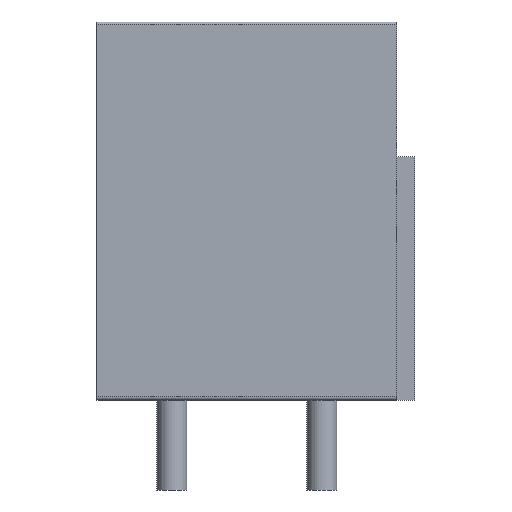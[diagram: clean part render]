
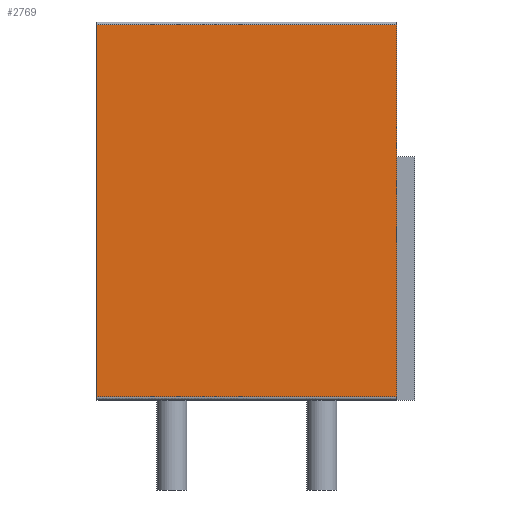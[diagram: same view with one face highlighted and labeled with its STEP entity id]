
A CAD part, front view. The second image highlights one B-rep face of the part: STEP entity #2769.
In plain terms, the highlighted planar face has unit normal (0, -1, 0).
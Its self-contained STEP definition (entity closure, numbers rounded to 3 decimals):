
#259=PLANE('',#3068);
#418=FACE_OUTER_BOUND('',#587,.T.);
#587=EDGE_LOOP('',(#2467,#2468,#2469,#2470));
#682=LINE('',#4718,#899);
#700=LINE('',#4767,#917);
#709=LINE('',#4793,#926);
#720=LINE('',#4827,#937);
#899=VECTOR('',#3401,10.);
#917=VECTOR('',#3435,12.4);
#926=VECTOR('',#3456,10.);
#937=VECTOR('',#3485,12.4);
#1182=VERTEX_POINT('',#4711);
#1185=VERTEX_POINT('',#4716);
#1208=VERTEX_POINT('',#4766);
#1218=VERTEX_POINT('',#4789);
#1482=EDGE_CURVE('',#1185,#1182,#682,.T.);
#1506=EDGE_CURVE('',#1182,#1208,#700,.T.);
#1520=EDGE_CURVE('',#1208,#1218,#709,.T.);
#1538=EDGE_CURVE('',#1185,#1218,#720,.T.);
#2467=ORIENTED_EDGE('',*,*,#1482,.F.);
#2468=ORIENTED_EDGE('',*,*,#1538,.T.);
#2469=ORIENTED_EDGE('',*,*,#1520,.F.);
#2470=ORIENTED_EDGE('',*,*,#1506,.F.);
#2769=ADVANCED_FACE('',(#418),#259,.T.);
#3068=AXIS2_PLACEMENT_3D('',#5187,#3880,#3881);
#3401=DIRECTION('',(-1.,0.,0.));
#3435=DIRECTION('',(0.,0.,1.));
#3456=DIRECTION('',(1.,0.,0.));
#3485=DIRECTION('',(0.,0.,1.));
#3880=DIRECTION('center_axis',(0.,-1.,0.));
#3881=DIRECTION('ref_axis',(1.,0.,0.));
#4711=CARTESIAN_POINT('',(-5.,-4.5,0.1));
#4716=CARTESIAN_POINT('',(5.,-4.5,0.1));
#4718=CARTESIAN_POINT('',(-2.5,-4.5,0.1));
#4766=CARTESIAN_POINT('',(-5.,-4.5,12.5));
#4767=CARTESIAN_POINT('',(-5.,-4.5,0.));
#4789=CARTESIAN_POINT('',(5.,-4.5,12.5));
#4793=CARTESIAN_POINT('',(-2.5,-4.5,12.5));
#4827=CARTESIAN_POINT('',(5.,-4.5,0.));
#5187=CARTESIAN_POINT('Origin',(-5.,-4.5,0.));
